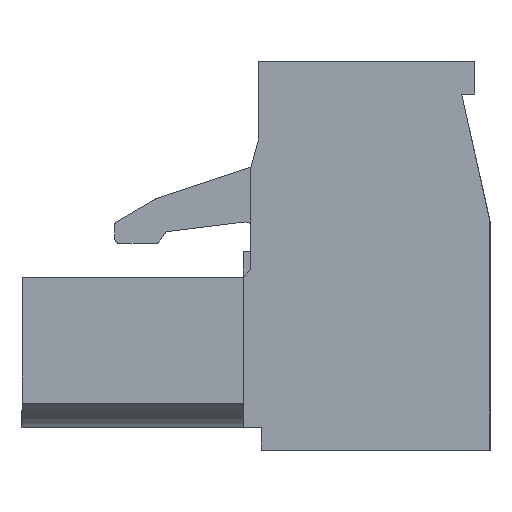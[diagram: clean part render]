
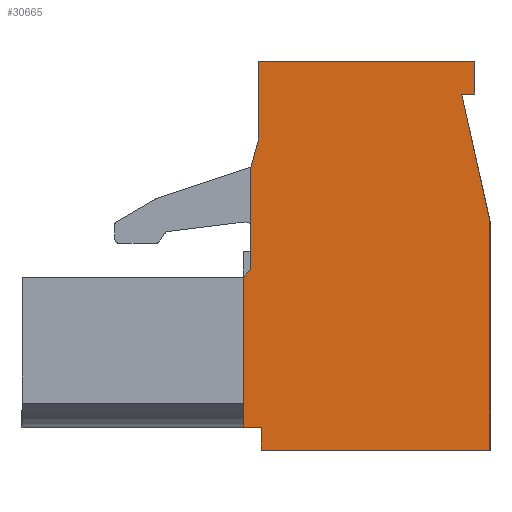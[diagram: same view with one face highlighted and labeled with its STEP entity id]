
A CAD part, left-side view. The second image highlights one B-rep face of the part: STEP entity #30665.
In plain terms, the highlighted planar face has unit normal (-1, 0, 0).
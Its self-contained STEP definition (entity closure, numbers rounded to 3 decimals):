
#5440=ORIENTED_EDGE('',*,*,#11825,.F.);
#5441=ORIENTED_EDGE('',*,*,#10562,.F.);
#5442=ORIENTED_EDGE('',*,*,#11179,.F.);
#5443=ORIENTED_EDGE('',*,*,#10164,.F.);
#5444=ORIENTED_EDGE('',*,*,#11165,.F.);
#5445=ORIENTED_EDGE('',*,*,#10617,.F.);
#5446=ORIENTED_EDGE('',*,*,#10254,.F.);
#5447=ORIENTED_EDGE('',*,*,#11166,.F.);
#5448=ORIENTED_EDGE('',*,*,#10104,.F.);
#5449=ORIENTED_EDGE('',*,*,#11170,.F.);
#5450=ORIENTED_EDGE('',*,*,#11173,.F.);
#5451=ORIENTED_EDGE('',*,*,#9488,.F.);
#5452=ORIENTED_EDGE('',*,*,#11210,.F.);
#9488=EDGE_CURVE('',#13817,#13818,#16673,.T.);
#10104=EDGE_CURVE('',#14354,#14355,#17236,.T.);
#10164=EDGE_CURVE('',#14414,#14415,#17296,.T.);
#10254=EDGE_CURVE('',#14491,#14492,#17385,.T.);
#10562=EDGE_CURVE('',#14784,#14785,#17636,.T.);
#10617=EDGE_CURVE('',#14492,#14831,#17690,.T.);
#11165=EDGE_CURVE('',#14831,#14414,#18185,.T.);
#11166=EDGE_CURVE('',#14355,#14491,#18186,.T.);
#11170=EDGE_CURVE('',#15215,#14354,#18190,.T.);
#11173=EDGE_CURVE('',#13818,#15215,#18193,.T.);
#11179=EDGE_CURVE('',#14415,#14784,#18199,.T.);
#11210=EDGE_CURVE('',#15227,#13817,#18228,.T.);
#11825=EDGE_CURVE('',#14785,#15227,#18761,.T.);
#13817=VERTEX_POINT('',#41932);
#13818=VERTEX_POINT('',#41934);
#14354=VERTEX_POINT('',#43167);
#14355=VERTEX_POINT('',#43169);
#14414=VERTEX_POINT('',#43288);
#14415=VERTEX_POINT('',#43290);
#14491=VERTEX_POINT('',#43456);
#14492=VERTEX_POINT('',#43458);
#14784=VERTEX_POINT('',#44062);
#14785=VERTEX_POINT('',#44064);
#14831=VERTEX_POINT('',#44174);
#15215=VERTEX_POINT('',#45246);
#15227=VERTEX_POINT('',#45324);
#16673=LINE('',#41933,#20589);
#17236=LINE('',#43168,#21152);
#17296=LINE('',#43289,#21212);
#17385=LINE('',#43457,#21301);
#17636=LINE('',#44063,#21552);
#17690=LINE('',#44173,#21606);
#18185=LINE('',#45236,#22101);
#18186=LINE('',#45238,#22102);
#18190=LINE('',#45247,#22106);
#18193=LINE('',#45252,#22109);
#18199=LINE('',#45261,#22115);
#18228=LINE('',#45325,#22144);
#18761=LINE('',#46671,#22677);
#20589=VECTOR('',#33827,1000.);
#21152=VECTOR('',#34660,1000.);
#21212=VECTOR('',#34722,1000.);
#21301=VECTOR('',#34815,1000.);
#21552=VECTOR('',#35190,1000.);
#21606=VECTOR('',#35264,1000.);
#22101=VECTOR('',#36133,1000.);
#22102=VECTOR('',#36136,1000.);
#22106=VECTOR('',#36142,1000.);
#22109=VECTOR('',#36147,1000.);
#22115=VECTOR('',#36157,1000.);
#22144=VECTOR('',#36236,1000.);
#22677=VECTOR('',#37999,1000.);
#25537=EDGE_LOOP('',(#5440,#5441,#5442,#5443,#5444,#5445,#5446,#5447,#5448,
#5449,#5450,#5451,#5452));
#27484=FACE_BOUND('',#25537,.T.);
#29102=PLANE('',#32821);
#30665=ADVANCED_FACE('',(#27484),#29102,.F.);
#32821=AXIS2_PLACEMENT_3D('',#46805,#38161,#38162);
#33827=DIRECTION('',(0.,0.,1.));
#34660=DIRECTION('',(0.,-1.,0.));
#34722=DIRECTION('',(0.,1.,0.));
#34815=DIRECTION('',(0.,1.,0.));
#35190=DIRECTION('',(0.,1.,0.));
#35264=DIRECTION('',(0.,-0.217,-0.976));
#36133=DIRECTION('',(0.,0.,-1.));
#36136=DIRECTION('',(0.,0.,-1.));
#36142=DIRECTION('',(0.,0.,1.));
#36147=DIRECTION('',(0.,-0.263,0.965));
#36157=DIRECTION('',(0.,0.,1.));
#36236=DIRECTION('',(0.,-0.707,0.707));
#37999=DIRECTION('',(0.,0.,1.));
#38161=DIRECTION('',(1.,0.,0.));
#38162=DIRECTION('',(0.,0.,-1.));
#41932=CARTESIAN_POINT('',(-35.66,4.85,2.575));
#41933=CARTESIAN_POINT('',(-35.66,4.85,6.55));
#41934=CARTESIAN_POINT('',(-35.66,4.85,6.55));
#43167=CARTESIAN_POINT('',(-35.66,4.55,10.65));
#43168=CARTESIAN_POINT('',(-35.66,-3.85,10.65));
#43169=CARTESIAN_POINT('',(-35.66,-3.85,10.65));
#43288=CARTESIAN_POINT('',(-35.66,-4.45,-4.45));
#43289=CARTESIAN_POINT('',(-35.66,4.45,-4.45));
#43290=CARTESIAN_POINT('',(-35.66,4.45,-4.45));
#43456=CARTESIAN_POINT('',(-35.66,-3.85,9.4));
#43457=CARTESIAN_POINT('',(-35.66,-3.35,9.4));
#43458=CARTESIAN_POINT('',(-35.66,-3.35,9.4));
#44062=CARTESIAN_POINT('',(-35.66,4.45,-3.575));
#44063=CARTESIAN_POINT('',(-35.66,5.15,-3.575));
#44064=CARTESIAN_POINT('',(-35.66,5.15,-3.575));
#44173=CARTESIAN_POINT('',(-35.66,-3.35,9.4));
#44174=CARTESIAN_POINT('',(-35.66,-4.45,4.45));
#45236=CARTESIAN_POINT('',(-35.66,-4.45,-4.45));
#45238=CARTESIAN_POINT('',(-35.66,-3.85,9.4));
#45246=CARTESIAN_POINT('',(-35.66,4.55,7.65));
#45247=CARTESIAN_POINT('',(-35.66,4.55,10.65));
#45252=CARTESIAN_POINT('',(-35.66,4.55,7.65));
#45261=CARTESIAN_POINT('',(-35.66,4.45,-3.575));
#45324=CARTESIAN_POINT('',(-35.66,5.15,2.275));
#45325=CARTESIAN_POINT('',(-35.66,5.15,2.275));
#46671=CARTESIAN_POINT('',(-35.66,5.15,2.275));
#46805=CARTESIAN_POINT('',(-35.66,0.,0.));
